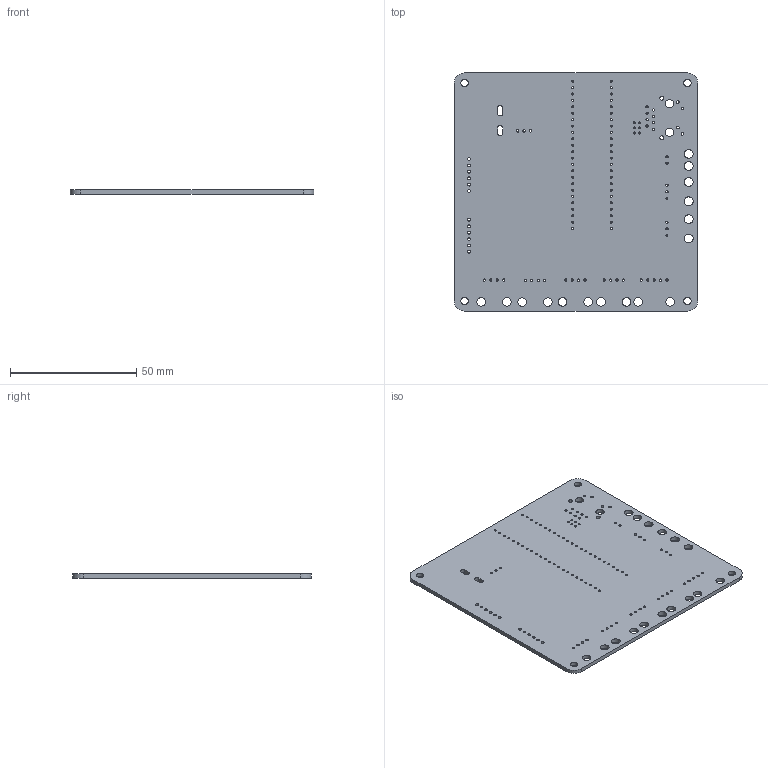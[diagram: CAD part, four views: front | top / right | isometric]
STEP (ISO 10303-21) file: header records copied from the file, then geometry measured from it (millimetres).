
FILE_DESCRIPTION(('KiCad electronic assembly'),'2;1');
FILE_NAME('ScienceSensor.step','2023-01-20T15:46:50',('Pcbnew'),('Kicad' ),'Open CASCADE STEP processor 7.6','KiCad to STEP converter', 'Unknown');
FILE_SCHEMA(('AUTOMOTIVE_DESIGN { 1 0 10303 214 1 1 1 1 }'));
Length unit declared in the file: millimetre
Products named in the file (2): ScienceSensor 1; ScienceSensor PCB
Assembly tree (1 placements, depth 2):
  ScienceSensor 1
    ScienceSensor PCB
Bounding box: 96.52 x 94.49 x 1.6 mm (x, y, z)
Volume: 14122.4 mm3; surface area: 19156.6 mm2
Topology: 1 solids, 1 shells, 152 faces, 450 edges, 300 vertices
Faces by surface type: cylinder 142, plane 10
Full cylindrical faces by diameter (mm): 0.762 x2, 0.8 x54, 0.9 x35, 1 x3, 1.02 x4, 1.09 x12, 1.6 x2, 2.946 x4, 3.25 x2, 3.45 x16
Entity records: 12551 total; most frequent: CARTESIAN_POINT 3508, DIRECTION 1658, ORIENTED_EDGE 900, PCURVE 900, DEFINITIONAL_REPRESENTATION 900, LINE 782, VECTOR 782, EDGE_CURVE 450
